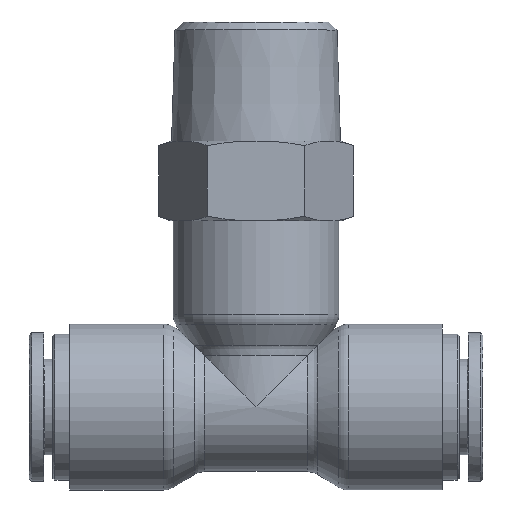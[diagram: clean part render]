
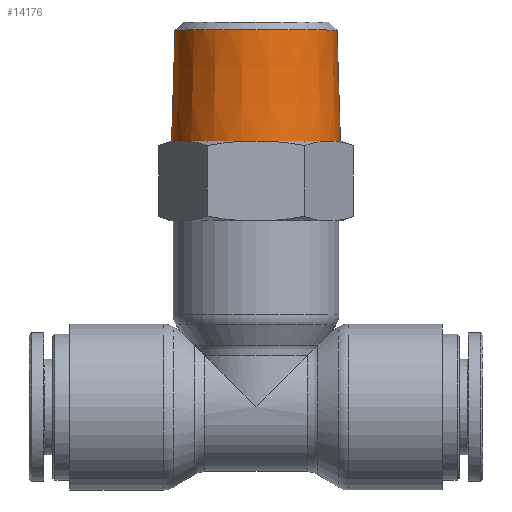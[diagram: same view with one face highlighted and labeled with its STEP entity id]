
A CAD part, top view. The second image highlights one B-rep face of the part: STEP entity #14176.
In plain terms, the highlighted conical face has half-angle 1.754 degrees and reference radius 8.316 mm.
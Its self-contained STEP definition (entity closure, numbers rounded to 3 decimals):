
#13675=CARTESIAN_POINT('',(-21.1,-7.361,4.25));
#13676=VERTEX_POINT('',#13675);
#13683=CARTESIAN_POINT('',(-21.1,-7.361,-4.25));
#13684=VERTEX_POINT('',#13683);
#13685=CARTESIAN_POINT('',(-21.1,0.,0.0));
#13686=DIRECTION('',(1.0,0.0,0.0));
#13687=DIRECTION('',(0.0,1.0,0.0));
#13688=AXIS2_PLACEMENT_3D('',#13685,#13686,#13687);
#13689=CIRCLE('',#13688,8.5);
#13690=EDGE_CURVE('',#13676,#13684,#13689,.T.);
#13713=CARTESIAN_POINT('',(-21.1,0.,-8.5));
#13714=VERTEX_POINT('',#13713);
#13715=CARTESIAN_POINT('',(-21.1,0.,0.0));
#13716=DIRECTION('',(1.0,0.0,0.0));
#13717=DIRECTION('',(0.0,1.0,0.0));
#13718=AXIS2_PLACEMENT_3D('',#13715,#13716,#13717);
#13719=CIRCLE('',#13718,8.5);
#13720=EDGE_CURVE('',#13684,#13714,#13719,.T.);
#13743=CARTESIAN_POINT('',(-21.1,7.361,-4.25));
#13744=VERTEX_POINT('',#13743);
#13745=CARTESIAN_POINT('',(-21.1,0.,0.0));
#13746=DIRECTION('',(1.0,0.0,0.0));
#13747=DIRECTION('',(0.0,1.0,0.0));
#13748=AXIS2_PLACEMENT_3D('',#13745,#13746,#13747);
#13749=CIRCLE('',#13748,8.5);
#13750=EDGE_CURVE('',#13714,#13744,#13749,.T.);
#13767=CARTESIAN_POINT('',(-21.1,7.361,4.25));
#13768=VERTEX_POINT('',#13767);
#13775=CARTESIAN_POINT('',(-21.1,0.,8.5));
#13776=VERTEX_POINT('',#13775);
#13777=CARTESIAN_POINT('',(-21.1,0.,0.0));
#13778=DIRECTION('',(1.0,0.0,0.0));
#13779=DIRECTION('',(0.0,1.0,0.0));
#13780=AXIS2_PLACEMENT_3D('',#13777,#13778,#13779);
#13781=CIRCLE('',#13780,8.5);
#13782=EDGE_CURVE('',#13768,#13776,#13781,.T.);
#14136=CARTESIAN_POINT('',(-32.3,8.157,0.));
#14137=VERTEX_POINT('',#14136);
#14138=CARTESIAN_POINT('',(-32.3,0.,0.));
#14139=DIRECTION('',(-1.0,0.0,0.0));
#14140=DIRECTION('',(0.0,-1.0,0.0));
#14141=AXIS2_PLACEMENT_3D('',#14138,#14139,#14140);
#14142=CIRCLE('',#14141,8.157);
#14143=EDGE_CURVE('',#14137,#14137,#14142,.T.);
#14148=CARTESIAN_POINT('',(-27.1,0.,0.0));
#14149=DIRECTION('',(1.0,0.,0.0));
#14150=DIRECTION('',(0.0,1.0,0.0));
#14151=AXIS2_PLACEMENT_3D('',#14148,#14149,#14150);
#14152=CONICAL_SURFACE('',#14151,8.316,1.754);
#14153=CARTESIAN_POINT('',(-21.1,0.,0.0));
#14154=DIRECTION('',(1.0,0.0,0.0));
#14155=DIRECTION('',(0.0,1.0,0.0));
#14156=AXIS2_PLACEMENT_3D('',#14153,#14154,#14155);
#14157=CIRCLE('',#14156,8.5);
#14158=EDGE_CURVE('',#13744,#13768,#14157,.T.);
#14159=ORIENTED_EDGE('',*,*,#14158,.F.);
#14160=ORIENTED_EDGE('',*,*,#13750,.F.);
#14161=ORIENTED_EDGE('',*,*,#13720,.F.);
#14162=ORIENTED_EDGE('',*,*,#13690,.F.);
#14163=CARTESIAN_POINT('',(-21.1,0.,0.0));
#14164=DIRECTION('',(1.0,0.0,0.0));
#14165=DIRECTION('',(0.0,1.0,0.0));
#14166=AXIS2_PLACEMENT_3D('',#14163,#14164,#14165);
#14167=CIRCLE('',#14166,8.5);
#14168=EDGE_CURVE('',#13776,#13676,#14167,.T.);
#14169=ORIENTED_EDGE('',*,*,#14168,.F.);
#14170=ORIENTED_EDGE('',*,*,#13782,.F.);
#14171=EDGE_LOOP('',(#14159,#14160,#14161,#14162,#14169,#14170));
#14172=FACE_OUTER_BOUND('',#14171,.T.);
#14173=ORIENTED_EDGE('',*,*,#14143,.F.);
#14174=EDGE_LOOP('',(#14173));
#14175=FACE_BOUND('',#14174,.T.);
#14176=ADVANCED_FACE('',(#14172,#14175),#14152,.T.);
